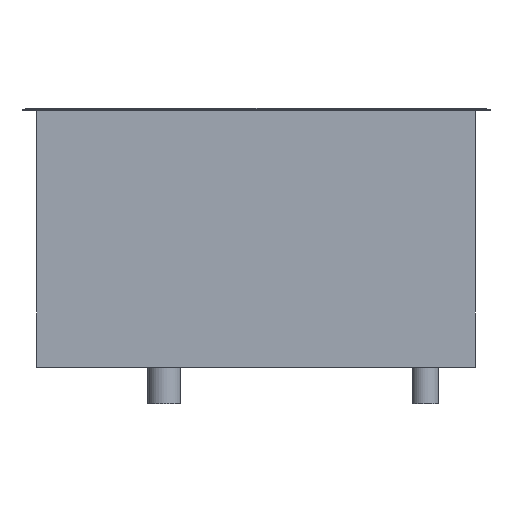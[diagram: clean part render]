
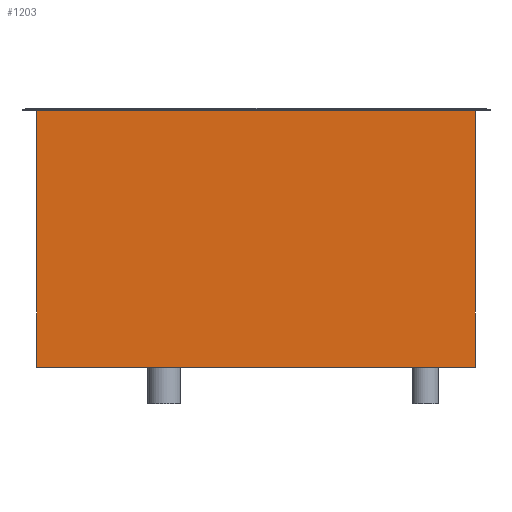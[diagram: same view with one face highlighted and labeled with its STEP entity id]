
A CAD part, left-side view. The second image highlights one B-rep face of the part: STEP entity #1203.
In plain terms, the highlighted planar face has unit normal (-1, 0, 0).
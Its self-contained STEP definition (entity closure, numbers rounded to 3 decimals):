
#71=FACE_OUTER_BOUND('',#151,.T.);
#151=EDGE_LOOP('',(#899,#900,#901,#902));
#204=LINE('',#1698,#358);
#207=LINE('',#1712,#361);
#240=LINE('',#1789,#394);
#242=LINE('',#1792,#396);
#358=VECTOR('',#1372,10.);
#361=VECTOR('',#1385,10.);
#394=VECTOR('',#1454,10.);
#396=VECTOR('',#1458,10.);
#510=VERTEX_POINT('',#1692);
#512=VERTEX_POINT('',#1696);
#518=VERTEX_POINT('',#1710);
#544=VERTEX_POINT('',#1787);
#620=EDGE_CURVE('',#510,#512,#204,.T.);
#627=EDGE_CURVE('',#512,#518,#207,.T.);
#664=EDGE_CURVE('',#544,#518,#240,.T.);
#666=EDGE_CURVE('',#510,#544,#242,.T.);
#899=ORIENTED_EDGE('',*,*,#620,.T.);
#900=ORIENTED_EDGE('',*,*,#627,.T.);
#901=ORIENTED_EDGE('',*,*,#664,.F.);
#902=ORIENTED_EDGE('',*,*,#666,.F.);
#1127=PLANE('',#1315);
#1203=ADVANCED_FACE('',(#71),#1127,.T.);
#1315=AXIS2_PLACEMENT_3D('',#1826,#1493,#1494);
#1372=DIRECTION('',(0.,-1.,0.));
#1385=DIRECTION('',(0.,0.,1.));
#1454=DIRECTION('',(0.,-1.,0.));
#1458=DIRECTION('',(0.,0.,1.));
#1493=DIRECTION('center_axis',(-1.,0.,0.));
#1494=DIRECTION('ref_axis',(0.,-1.,0.));
#1692=CARTESIAN_POINT('',(-1012.5,330.,0.));
#1696=CARTESIAN_POINT('',(-1012.5,-330.,0.));
#1698=CARTESIAN_POINT('',(-1012.5,330.,0.));
#1710=CARTESIAN_POINT('',(-1012.5,-330.,387.));
#1712=CARTESIAN_POINT('',(-1012.5,-330.,0.));
#1787=CARTESIAN_POINT('',(-1012.5,330.,387.));
#1789=CARTESIAN_POINT('',(-1012.5,330.,387.));
#1792=CARTESIAN_POINT('',(-1012.5,330.,0.));
#1826=CARTESIAN_POINT('Origin',(-1012.5,330.,0.));
